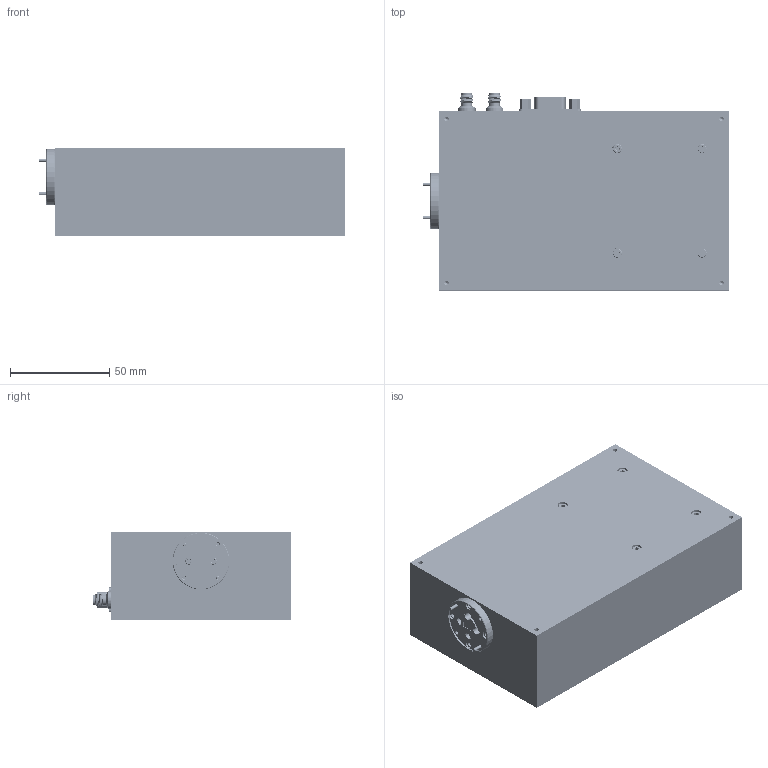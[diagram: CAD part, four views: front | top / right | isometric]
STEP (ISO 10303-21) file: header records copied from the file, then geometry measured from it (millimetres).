
FILE_DESCRIPTION (( 'STEP AP203' ), '1' );
FILE_NAME ('DMOP-22-101-A1-DF.STEP', '2025-05-20T19:15:36', ( '' ), ( '' ), 'SwSTEP 2.0', 'SolidWorks 2021', '' );
FILE_SCHEMA (( 'CONFIG_CONTROL_DESIGN' ));
Products named in the file (1): DMOP-22-101-A1-DF
Bounding box: 154.17 x 99.24 x 44.48 mm (x, y, z)
Volume: 598553.2 mm3; surface area: 95549.5 mm2
Topology: 65 solids, 69 shells, 4499 faces, 11977 edges, 7736 vertices
Faces by surface type: cylinder 1900, plane 1390, bspline 705, cone 504
Entity records: 231699 total; most frequent: CARTESIAN_POINT 133511, ORIENTED_EDGE 23738, DIRECTION 16231, EDGE_CURVE 11869, VERTEX_POINT 7736, AXIS2_PLACEMENT_3D 5420, LINE 5391, VECTOR 5391
